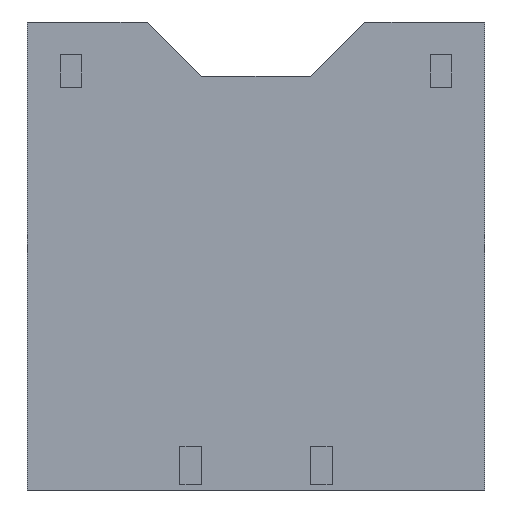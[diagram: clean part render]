
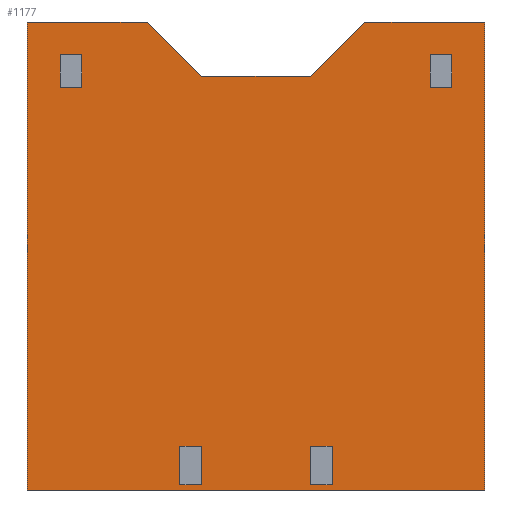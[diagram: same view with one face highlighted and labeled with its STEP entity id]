
A CAD part, front view. The second image highlights one B-rep face of the part: STEP entity #1177.
In plain terms, the highlighted planar face has unit normal (0, -1, 0).
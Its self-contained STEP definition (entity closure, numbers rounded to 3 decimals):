
#43=FACE_BOUND('',#114,.T.);
#44=FACE_BOUND('',#115,.T.);
#45=FACE_BOUND('',#116,.T.);
#46=FACE_BOUND('',#117,.T.);
#51=FACE_OUTER_BOUND('',#113,.T.);
#113=EDGE_LOOP('',(#794,#795,#796,#797,#798,#799,#800,#801));
#114=EDGE_LOOP('',(#802,#803,#804,#805));
#115=EDGE_LOOP('',(#806,#807,#808,#809));
#116=EDGE_LOOP('',(#810,#811,#812,#813));
#117=EDGE_LOOP('',(#814,#815,#816,#817));
#177=LINE('',#1607,#342);
#183=LINE('',#1618,#348);
#184=LINE('',#1621,#349);
#187=LINE('',#1627,#352);
#188=LINE('',#1629,#353);
#189=LINE('',#1631,#354);
#190=LINE('',#1633,#355);
#191=LINE('',#1634,#356);
#192=LINE('',#1637,#357);
#193=LINE('',#1639,#358);
#194=LINE('',#1641,#359);
#195=LINE('',#1642,#360);
#196=LINE('',#1645,#361);
#197=LINE('',#1647,#362);
#198=LINE('',#1649,#363);
#199=LINE('',#1650,#364);
#200=LINE('',#1653,#365);
#201=LINE('',#1655,#366);
#202=LINE('',#1657,#367);
#203=LINE('',#1658,#368);
#204=LINE('',#1661,#369);
#205=LINE('',#1663,#370);
#206=LINE('',#1665,#371);
#207=LINE('',#1666,#372);
#342=VECTOR('',#1316,1000.);
#348=VECTOR('',#1324,1000.);
#349=VECTOR('',#1327,1000.);
#352=VECTOR('',#1332,1000.);
#353=VECTOR('',#1333,1000.);
#354=VECTOR('',#1334,1000.);
#355=VECTOR('',#1335,1000.);
#356=VECTOR('',#1336,1000.);
#357=VECTOR('',#1337,1000.);
#358=VECTOR('',#1338,1000.);
#359=VECTOR('',#1339,1000.);
#360=VECTOR('',#1340,1000.);
#361=VECTOR('',#1341,1000.);
#362=VECTOR('',#1342,1000.);
#363=VECTOR('',#1343,1000.);
#364=VECTOR('',#1344,1000.);
#365=VECTOR('',#1345,1000.);
#366=VECTOR('',#1346,1000.);
#367=VECTOR('',#1347,1000.);
#368=VECTOR('',#1348,1000.);
#369=VECTOR('',#1349,1000.);
#370=VECTOR('',#1350,1000.);
#371=VECTOR('',#1351,1000.);
#372=VECTOR('',#1352,1000.);
#507=VERTEX_POINT('',#1605);
#508=VERTEX_POINT('',#1606);
#512=VERTEX_POINT('',#1616);
#513=VERTEX_POINT('',#1620);
#515=VERTEX_POINT('',#1626);
#516=VERTEX_POINT('',#1628);
#517=VERTEX_POINT('',#1630);
#518=VERTEX_POINT('',#1632);
#519=VERTEX_POINT('',#1635);
#520=VERTEX_POINT('',#1636);
#521=VERTEX_POINT('',#1638);
#522=VERTEX_POINT('',#1640);
#523=VERTEX_POINT('',#1643);
#524=VERTEX_POINT('',#1644);
#525=VERTEX_POINT('',#1646);
#526=VERTEX_POINT('',#1648);
#527=VERTEX_POINT('',#1651);
#528=VERTEX_POINT('',#1652);
#529=VERTEX_POINT('',#1654);
#530=VERTEX_POINT('',#1656);
#531=VERTEX_POINT('',#1659);
#532=VERTEX_POINT('',#1660);
#533=VERTEX_POINT('',#1662);
#534=VERTEX_POINT('',#1664);
#617=EDGE_CURVE('',#507,#508,#177,.T.);
#623=EDGE_CURVE('',#508,#512,#183,.T.);
#624=EDGE_CURVE('',#513,#507,#184,.T.);
#627=EDGE_CURVE('',#512,#515,#187,.T.);
#628=EDGE_CURVE('',#515,#516,#188,.T.);
#629=EDGE_CURVE('',#516,#517,#189,.T.);
#630=EDGE_CURVE('',#517,#518,#190,.T.);
#631=EDGE_CURVE('',#518,#513,#191,.T.);
#632=EDGE_CURVE('',#519,#520,#192,.T.);
#633=EDGE_CURVE('',#520,#521,#193,.T.);
#634=EDGE_CURVE('',#521,#522,#194,.T.);
#635=EDGE_CURVE('',#522,#519,#195,.T.);
#636=EDGE_CURVE('',#523,#524,#196,.T.);
#637=EDGE_CURVE('',#524,#525,#197,.T.);
#638=EDGE_CURVE('',#525,#526,#198,.T.);
#639=EDGE_CURVE('',#526,#523,#199,.T.);
#640=EDGE_CURVE('',#527,#528,#200,.T.);
#641=EDGE_CURVE('',#528,#529,#201,.T.);
#642=EDGE_CURVE('',#529,#530,#202,.T.);
#643=EDGE_CURVE('',#530,#527,#203,.T.);
#644=EDGE_CURVE('',#531,#532,#204,.T.);
#645=EDGE_CURVE('',#532,#533,#205,.T.);
#646=EDGE_CURVE('',#533,#534,#206,.T.);
#647=EDGE_CURVE('',#534,#531,#207,.T.);
#794=ORIENTED_EDGE('',*,*,#624,.T.);
#795=ORIENTED_EDGE('',*,*,#617,.T.);
#796=ORIENTED_EDGE('',*,*,#623,.T.);
#797=ORIENTED_EDGE('',*,*,#627,.T.);
#798=ORIENTED_EDGE('',*,*,#628,.T.);
#799=ORIENTED_EDGE('',*,*,#629,.T.);
#800=ORIENTED_EDGE('',*,*,#630,.T.);
#801=ORIENTED_EDGE('',*,*,#631,.T.);
#802=ORIENTED_EDGE('',*,*,#632,.T.);
#803=ORIENTED_EDGE('',*,*,#633,.T.);
#804=ORIENTED_EDGE('',*,*,#634,.T.);
#805=ORIENTED_EDGE('',*,*,#635,.T.);
#806=ORIENTED_EDGE('',*,*,#636,.T.);
#807=ORIENTED_EDGE('',*,*,#637,.T.);
#808=ORIENTED_EDGE('',*,*,#638,.T.);
#809=ORIENTED_EDGE('',*,*,#639,.T.);
#810=ORIENTED_EDGE('',*,*,#640,.T.);
#811=ORIENTED_EDGE('',*,*,#641,.T.);
#812=ORIENTED_EDGE('',*,*,#642,.T.);
#813=ORIENTED_EDGE('',*,*,#643,.T.);
#814=ORIENTED_EDGE('',*,*,#644,.T.);
#815=ORIENTED_EDGE('',*,*,#645,.T.);
#816=ORIENTED_EDGE('',*,*,#646,.T.);
#817=ORIENTED_EDGE('',*,*,#647,.T.);
#1115=PLANE('',#1253);
#1177=ADVANCED_FACE('',(#51,#43,#44,#45,#46),#1115,.T.);
#1253=AXIS2_PLACEMENT_3D('',#1625,#1330,#1331);
#1316=DIRECTION('',(-1.,0.,0.));
#1324=DIRECTION('',(-0.707,0.,0.707));
#1327=DIRECTION('',(-0.707,0.,-0.707));
#1330=DIRECTION('center_axis',(0.,-1.,0.));
#1331=DIRECTION('ref_axis',(0.,0.,-1.));
#1332=DIRECTION('',(-1.,0.,0.));
#1333=DIRECTION('',(0.,0.,-1.));
#1334=DIRECTION('',(1.,0.,0.));
#1335=DIRECTION('',(0.,0.,1.));
#1336=DIRECTION('',(-1.,0.,0.));
#1337=DIRECTION('',(1.,0.,0.));
#1338=DIRECTION('',(0.,0.,-1.));
#1339=DIRECTION('',(-1.,0.,0.));
#1340=DIRECTION('',(0.,0.,1.));
#1341=DIRECTION('',(1.,0.,0.));
#1342=DIRECTION('',(0.,0.,-1.));
#1343=DIRECTION('',(-1.,0.,0.));
#1344=DIRECTION('',(0.,0.,1.));
#1345=DIRECTION('',(0.,0.,-1.));
#1346=DIRECTION('',(-1.,0.,0.));
#1347=DIRECTION('',(0.,0.,1.));
#1348=DIRECTION('',(1.,0.,0.));
#1349=DIRECTION('',(0.,0.,-1.));
#1350=DIRECTION('',(-1.,0.,0.));
#1351=DIRECTION('',(0.,0.,1.));
#1352=DIRECTION('',(1.,0.,0.));
#1605=CARTESIAN_POINT('',(0.5,0.,1.65));
#1606=CARTESIAN_POINT('',(-0.5,0.,1.65));
#1607=CARTESIAN_POINT('',(-2.1,0.,1.65));
#1616=CARTESIAN_POINT('',(-1.,0.,2.15));
#1618=CARTESIAN_POINT('',(-0.5,0.,1.65));
#1620=CARTESIAN_POINT('',(1.,0.,2.15));
#1621=CARTESIAN_POINT('',(1.,0.,2.15));
#1625=CARTESIAN_POINT('Origin',(-2.1,0.,2.15));
#1626=CARTESIAN_POINT('',(-2.1,0.,2.15));
#1627=CARTESIAN_POINT('',(-2.1,0.,2.15));
#1628=CARTESIAN_POINT('',(-2.1,0.,-2.15));
#1629=CARTESIAN_POINT('',(-2.1,0.,2.15));
#1630=CARTESIAN_POINT('',(2.1,0.,-2.15));
#1631=CARTESIAN_POINT('',(-2.1,0.,-2.15));
#1632=CARTESIAN_POINT('',(2.1,0.,2.15));
#1633=CARTESIAN_POINT('',(2.1,0.,2.15));
#1634=CARTESIAN_POINT('',(-2.1,0.,2.15));
#1635=CARTESIAN_POINT('',(0.5,0.,-1.75));
#1636=CARTESIAN_POINT('',(0.7,0.,-1.75));
#1637=CARTESIAN_POINT('',(-2.1,0.,-1.75));
#1638=CARTESIAN_POINT('',(0.7,0.,-2.1));
#1639=CARTESIAN_POINT('',(0.7,0.,2.15));
#1640=CARTESIAN_POINT('',(0.5,0.,-2.1));
#1641=CARTESIAN_POINT('',(-2.1,0.,-2.1));
#1642=CARTESIAN_POINT('',(0.5,0.,2.15));
#1643=CARTESIAN_POINT('',(-0.7,0.,-1.75));
#1644=CARTESIAN_POINT('',(-0.5,0.,-1.75));
#1645=CARTESIAN_POINT('',(-2.1,0.,-1.75));
#1646=CARTESIAN_POINT('',(-0.5,0.,-2.1));
#1647=CARTESIAN_POINT('',(-0.5,0.,2.15));
#1648=CARTESIAN_POINT('',(-0.7,0.,-2.1));
#1649=CARTESIAN_POINT('',(-2.1,0.,-2.1));
#1650=CARTESIAN_POINT('',(-0.7,0.,2.15));
#1651=CARTESIAN_POINT('',(-1.6,0.,1.85));
#1652=CARTESIAN_POINT('',(-1.6,0.,1.55));
#1653=CARTESIAN_POINT('',(-1.6,0.,2.15));
#1654=CARTESIAN_POINT('',(-1.8,0.,1.55));
#1655=CARTESIAN_POINT('',(-2.1,0.,1.55));
#1656=CARTESIAN_POINT('',(-1.8,0.,1.85));
#1657=CARTESIAN_POINT('',(-1.8,0.,2.15));
#1658=CARTESIAN_POINT('',(-2.1,0.,1.85));
#1659=CARTESIAN_POINT('',(1.8,0.,1.85));
#1660=CARTESIAN_POINT('',(1.8,0.,1.55));
#1661=CARTESIAN_POINT('',(1.8,0.,2.15));
#1662=CARTESIAN_POINT('',(1.6,0.,1.55));
#1663=CARTESIAN_POINT('',(-2.1,0.,1.55));
#1664=CARTESIAN_POINT('',(1.6,0.,1.85));
#1665=CARTESIAN_POINT('',(1.6,0.,2.15));
#1666=CARTESIAN_POINT('',(-2.1,0.,1.85));
